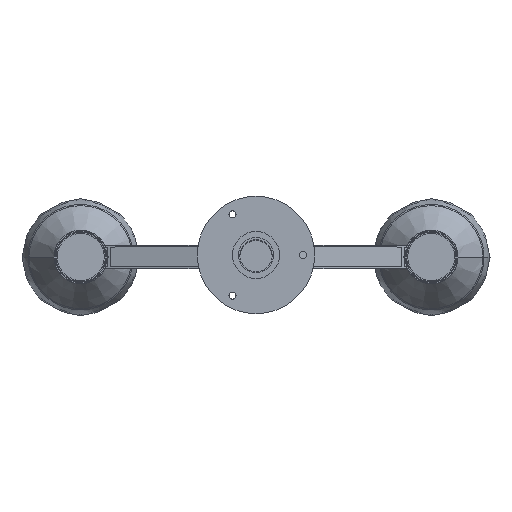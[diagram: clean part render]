
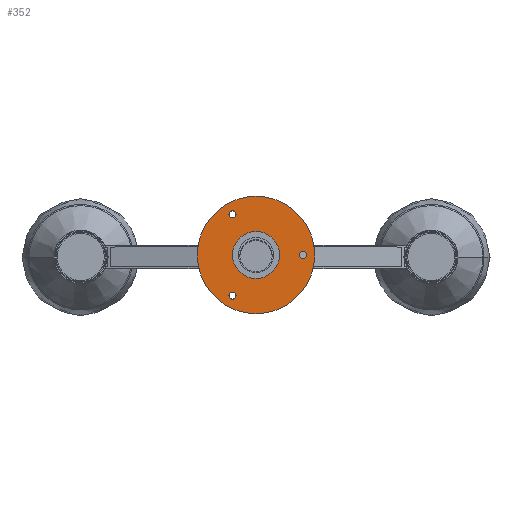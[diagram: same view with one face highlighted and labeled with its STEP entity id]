
A CAD part, top view. The second image highlights one B-rep face of the part: STEP entity #352.
In plain terms, the highlighted planar face has unit normal (0, 0, 1).
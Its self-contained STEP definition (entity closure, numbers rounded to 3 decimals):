
#15=CARTESIAN_POINT('',(0.,0.,0.));
#16=DIRECTION('',(0.,0.,1.));
#17=DIRECTION('',(-1.,0.,0.));
#18=AXIS2_PLACEMENT_3D('',#15,#16,#17);
#24=CARTESIAN_POINT('',(0.,0.,0.));
#25=DIRECTION('',(0.,0.,-1.));
#26=DIRECTION('',(-1.,0.,0.));
#27=AXIS2_PLACEMENT_3D('',#24,#25,#26);
#33=CARTESIAN_POINT('',(0.,0.,0.));
#34=DIRECTION('',(0.,0.,1.));
#35=DIRECTION('',(-1.,0.,0.));
#36=AXIS2_PLACEMENT_3D('',#33,#34,#35);
#38=CARTESIAN_POINT('',(0.,0.,0.));
#39=DIRECTION('',(0.,0.,-1.));
#40=DIRECTION('',(-1.,0.,0.));
#41=AXIS2_PLACEMENT_3D('',#38,#39,#40);
#43=CARTESIAN_POINT('',(80.,0.,0.));
#44=DIRECTION('',(0.,0.,-1.));
#45=DIRECTION('',(1.,0.,0.));
#46=AXIS2_PLACEMENT_3D('',#43,#44,#45);
#48=CARTESIAN_POINT('',(80.,0.,0.));
#49=DIRECTION('',(0.,0.,-1.));
#50=DIRECTION('',(-1.,0.,0.));
#51=AXIS2_PLACEMENT_3D('',#48,#49,#50);
#53=CARTESIAN_POINT('',(-40.,69.282,0.));
#54=DIRECTION('',(0.,0.,-1.));
#55=DIRECTION('',(-0.5,0.866,0.));
#56=AXIS2_PLACEMENT_3D('',#53,#54,#55);
#58=CARTESIAN_POINT('',(-40.,69.282,0.));
#59=DIRECTION('',(0.,0.,-1.));
#60=DIRECTION('',(0.5,-0.866,0.));
#61=AXIS2_PLACEMENT_3D('',#58,#59,#60);
#63=CARTESIAN_POINT('',(-40.,-69.282,0.));
#64=DIRECTION('',(0.,0.,-1.));
#65=DIRECTION('',(-0.5,-0.866,0.));
#66=AXIS2_PLACEMENT_3D('',#63,#64,#65);
#68=CARTESIAN_POINT('',(-40.,-69.282,0.));
#69=DIRECTION('',(0.,0.,-1.));
#70=DIRECTION('',(0.5,0.866,0.));
#71=AXIS2_PLACEMENT_3D('',#68,#69,#70);
#229=CARTESIAN_POINT('',(-40.,0.,0.));
#231=VERTEX_POINT('',#229);
#238=CARTESIAN_POINT('',(-100.,0.,0.));
#240=VERTEX_POINT('',#238);
#241=CARTESIAN_POINT('',(40.,0.,0.));
#243=VERTEX_POINT('',#241);
#250=CARTESIAN_POINT('',(100.,0.,0.));
#252=VERTEX_POINT('',#250);
#269=CARTESIAN_POINT('',(86.,0.,0.));
#270=CARTESIAN_POINT('',(74.,0.,0.));
#271=VERTEX_POINT('',#269);
#272=VERTEX_POINT('',#270);
#277=CARTESIAN_POINT('',(-43.,74.478,0.));
#278=CARTESIAN_POINT('',(-37.,64.086,0.));
#279=VERTEX_POINT('',#277);
#280=VERTEX_POINT('',#278);
#285=CARTESIAN_POINT('',(-43.,-74.478,0.));
#286=CARTESIAN_POINT('',(-37.,-64.086,0.));
#287=VERTEX_POINT('',#285);
#288=VERTEX_POINT('',#286);
#319=CARTESIAN_POINT('',(0.,0.,0.));
#320=DIRECTION('',(0.,0.,1.));
#321=DIRECTION('',(-1.,0.,0.));
#322=AXIS2_PLACEMENT_3D('',#319,#320,#321);
#323=PLANE('',#322);
#325=ORIENTED_EDGE('',*,*,#324,.F.);
#327=ORIENTED_EDGE('',*,*,#326,.T.);
#328=EDGE_LOOP('',(#325,#327));
#329=FACE_OUTER_BOUND('',#328,.F.);
#330=ORIENTED_EDGE('',*,*,#311,.F.);
#331=ORIENTED_EDGE('',*,*,#300,.T.);
#332=EDGE_LOOP('',(#330,#331));
#333=FACE_BOUND('',#332,.F.);
#335=ORIENTED_EDGE('',*,*,#334,.F.);
#337=ORIENTED_EDGE('',*,*,#336,.F.);
#338=EDGE_LOOP('',(#335,#337));
#339=FACE_BOUND('',#338,.F.);
#341=ORIENTED_EDGE('',*,*,#340,.F.);
#343=ORIENTED_EDGE('',*,*,#342,.F.);
#344=EDGE_LOOP('',(#341,#343));
#345=FACE_BOUND('',#344,.F.);
#347=ORIENTED_EDGE('',*,*,#346,.F.);
#349=ORIENTED_EDGE('',*,*,#348,.F.);
#350=EDGE_LOOP('',(#347,#349));
#351=FACE_BOUND('',#350,.F.);
#352=ADVANCED_FACE('',(#329,#333,#339,#345,#351),#323,.T.);
#19=CIRCLE('',#18,40.);
#28=CIRCLE('',#27,40.);
#37=CIRCLE('',#36,100.);
#42=CIRCLE('',#41,100.);
#47=CIRCLE('',#46,6.);
#52=CIRCLE('',#51,6.);
#57=CIRCLE('',#56,6.);
#62=CIRCLE('',#61,6.);
#67=CIRCLE('',#66,6.);
#72=CIRCLE('',#71,6.);
#300=EDGE_CURVE('',#231,#243,#19,.T.);
#311=EDGE_CURVE('',#231,#243,#28,.T.);
#324=EDGE_CURVE('',#240,#252,#37,.T.);
#326=EDGE_CURVE('',#240,#252,#42,.T.);
#334=EDGE_CURVE('',#271,#272,#47,.T.);
#336=EDGE_CURVE('',#272,#271,#52,.T.);
#340=EDGE_CURVE('',#279,#280,#57,.T.);
#342=EDGE_CURVE('',#280,#279,#62,.T.);
#346=EDGE_CURVE('',#287,#288,#67,.T.);
#348=EDGE_CURVE('',#288,#287,#72,.T.);
